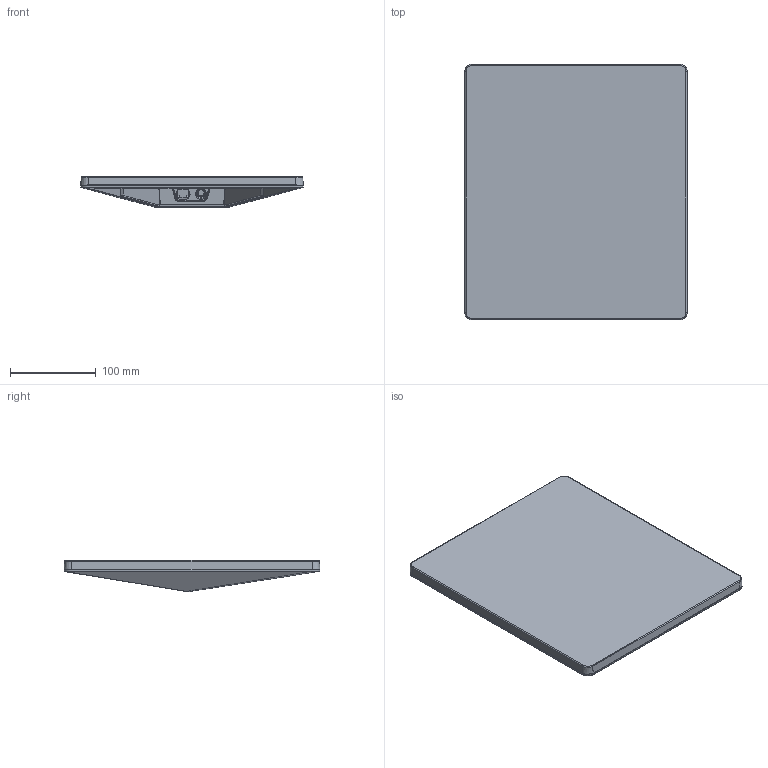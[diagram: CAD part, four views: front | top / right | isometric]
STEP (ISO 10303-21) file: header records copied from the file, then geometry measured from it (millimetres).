
FILE_DESCRIPTION(/* description */ (''),/* implementation_level */ '2;1');
FILE_NAME(/* name */ 'Starlink_G4_Mini_Dish.stp',/* time_stamp */ '2024-06-13T12:02:24-07:00',/* author */ (''),/* organization */ (''),/* preprocessor_version */ 'ST-DEVELOPER v19.4',/* originating_system */ 'SIEMENS PLM Software NX2306.8701',/* authorisation */ '');
FILE_SCHEMA (('AUTOMOTIVE_DESIGN { 1 0 10303 214 3 1 1 1 }'));
Length unit declared in the file: millimetre
Products named in the file (1): 01_objects
Bounding box: 260.02 x 299.02 x 36.67 mm (x, y, z)
Volume: 1441411.4 mm3; surface area: 203969 mm2
Topology: 1 solids, 1 shells, 409 faces, 938 edges, 532 vertices
Faces by surface type: bspline 145, cylinder 108, plane 90, cone 33, torus 31, sphere 2
Full cylindrical faces by diameter (mm): 7.372 x1
Entity records: 14425 total; most frequent: CARTESIAN_POINT 5998, ORIENTED_EDGE 1838, DIRECTION 1646, EDGE_CURVE 919, AXIS2_PLACEMENT_3D 660, VERTEX_POINT 529, EDGE_LOOP 426, ADVANCED_FACE 409
